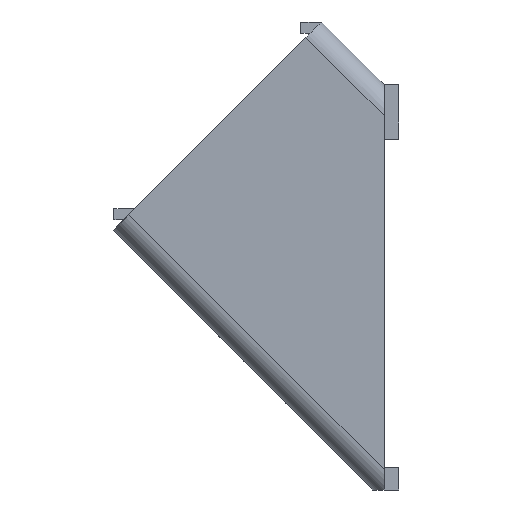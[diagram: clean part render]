
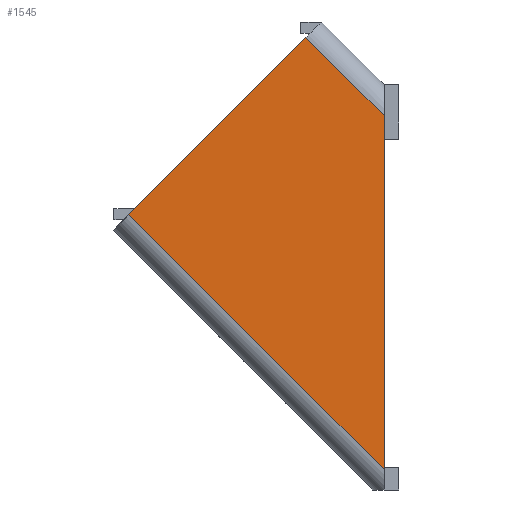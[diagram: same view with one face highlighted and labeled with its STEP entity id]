
A CAD part, left-side view. The second image highlights one B-rep face of the part: STEP entity #1545.
In plain terms, the highlighted planar face has unit normal (-1, 0, 0).
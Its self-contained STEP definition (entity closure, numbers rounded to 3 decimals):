
#257=ORIENTED_EDGE('',*,*,#664,.F.);
#258=ORIENTED_EDGE('',*,*,#701,.T.);
#259=ORIENTED_EDGE('',*,*,#607,.F.);
#260=ORIENTED_EDGE('',*,*,#702,.T.);
#607=EDGE_CURVE('',#836,#837,#974,.T.);
#664=EDGE_CURVE('',#888,#889,#1007,.T.);
#701=EDGE_CURVE('',#888,#837,#1031,.F.);
#702=EDGE_CURVE('',#836,#889,#1032,.F.);
#836=VERTEX_POINT('',#2313);
#837=VERTEX_POINT('',#2314);
#888=VERTEX_POINT('',#2436);
#889=VERTEX_POINT('',#2438);
#974=LINE('',#2312,#1133);
#1007=LINE('',#2437,#1166);
#1031=LINE('',#2505,#1190);
#1032=LINE('',#2506,#1191);
#1133=VECTOR('',#1829,1000.);
#1166=VECTOR('',#1914,1000.);
#1190=VECTOR('',#1972,1000.);
#1191=VECTOR('',#1973,1000.);
#1298=EDGE_LOOP('',(#257,#258,#259,#260));
#1400=FACE_BOUND('',#1298,.T.);
#1494=PLANE('',#1692);
#1545=ADVANCED_FACE('',(#1400),#1494,.F.);
#1692=AXIS2_PLACEMENT_3D('',#2504,#1970,#1971);
#1829=DIRECTION('',(0.,0.,-1.));
#1914=DIRECTION('',(0.,-0.707,0.707));
#1970=DIRECTION('',(1.,0.,0.));
#1971=DIRECTION('',(0.,0.,-1.));
#1972=DIRECTION('',(0.,0.707,0.707));
#1973=DIRECTION('',(0.,-0.707,-0.707));
#2312=CARTESIAN_POINT('',(-20.,0.,0.));
#2313=CARTESIAN_POINT('',(-20.,0.,-4.243));
#2314=CARTESIAN_POINT('',(-20.,0.,-52.317));
#2436=CARTESIAN_POINT('',(-20.,34.649,-17.669));
#2437=CARTESIAN_POINT('',(-20.,36.77,-19.79));
#2438=CARTESIAN_POINT('',(-20.,10.611,6.369));
#2504=CARTESIAN_POINT('',(-20.,0.,0.));
#2505=CARTESIAN_POINT('',(-20.,26.159,-26.159));
#2506=CARTESIAN_POINT('',(-20.,2.121,-2.121));
